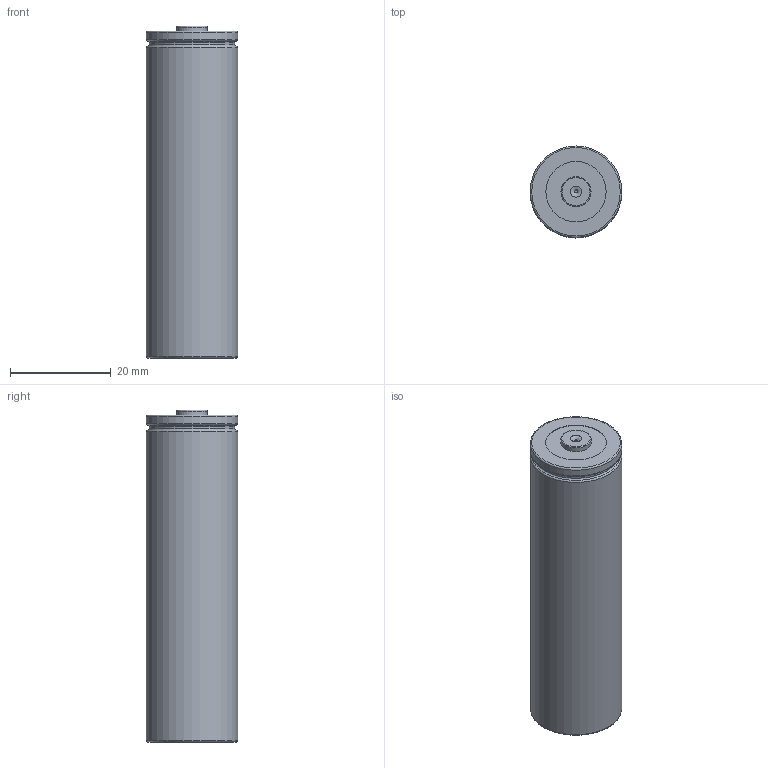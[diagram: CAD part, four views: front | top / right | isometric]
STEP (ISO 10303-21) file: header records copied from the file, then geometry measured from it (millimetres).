
FILE_DESCRIPTION( ( '' ), ' ' );
FILE_NAME( '5b2193f09298220f97904d10.step', '2018-06-13T22:00:17', ( '' ), ( '' ), ' ', ' ', ' ' );
FILE_SCHEMA( ( 'AUTOMOTIVE_DESIGN { 1 0 10303 214 1 1 1 1 }' ) );
Length unit declared in the file: metre
Products named in the file (4): Plate; Bottom; Cap; Plastic
Bounding box: 18.2 x 18.2 x 66 mm (x, y, z)
Volume: 16860.8 mm3; surface area: 4985.9 mm2
Topology: 4 solids, 4 shells, 32 faces, 48 edges, 29 vertices
Faces by surface type: plane 13, cylinder 11, torus 8
Full cylindrical faces by diameter (mm): 0.5 x2, 6 x2, 12 x2, 14 x2, 17 x1, 18.2 x2
Entity records: 920 total; most frequent: DIRECTION 130, CARTESIAN_POINT 94, AXIS2_PLACEMENT_3D 65, EDGE_LOOP 58, ORIENTED_EDGE 58, FACE_OUTER_BOUND 51, STYLED_ITEM 32, PRESENTATION_STYLE_ASSIGNMENT 32
